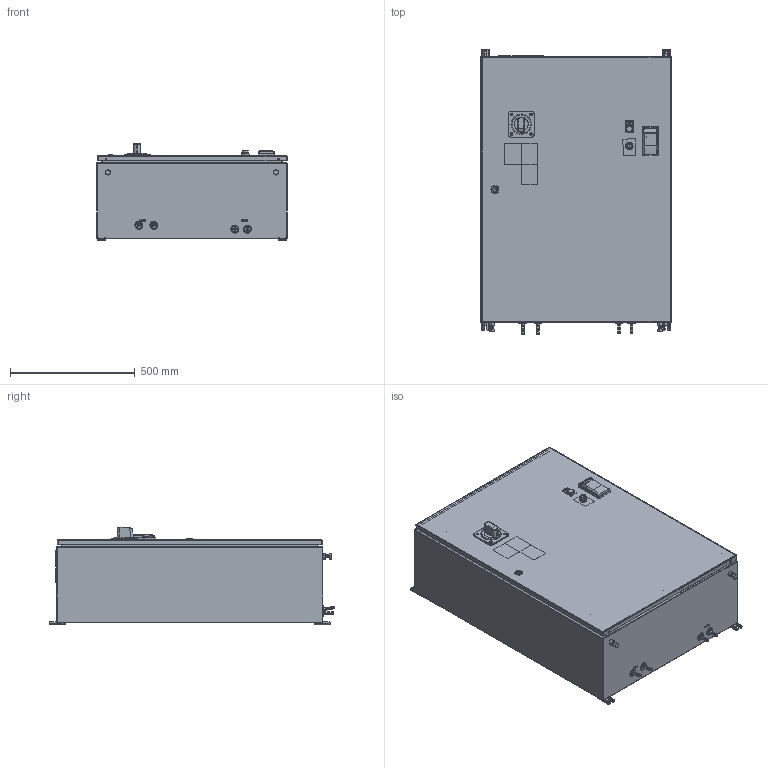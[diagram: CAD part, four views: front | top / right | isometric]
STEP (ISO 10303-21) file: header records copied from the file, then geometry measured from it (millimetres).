
FILE_DESCRIPTION (( 'STEP AP214' ), '1' );
FILE_NAME ('IPAK2v2_600A_Mux.STEP', '2026-03-19T12:48:44', ( '' ), ( '' ), 'SwSTEP 2.0', 'SolidWorks 2025', '' );
FILE_SCHEMA (( 'AUTOMOTIVE_DESIGN' ));
Length unit declared in the file: millimetre
Products named in the file (1): IPAK2v2_600A_Mux
Bounding box: 762.45 x 1142.68 x 390.72 mm (x, y, z)
Surface area: 3960298.6 mm2 (no closed solid volume)
Topology: 0 solids, 397 shells, 1195 faces, 5246 edges, 4317 vertices
Faces by surface type: plane 500, cylinder 361, cone 145, bspline 83, torus 74, sphere 32
Entity records: 75187 total; most frequent: CARTESIAN_POINT 21395, DIRECTION 8332, ORIENTED_EDGE 6766, EDGE_CURVE 5239, VERTEX_POINT 4317, LINE 2808, VECTOR 2808, AXIS2_PLACEMENT_3D 2762
